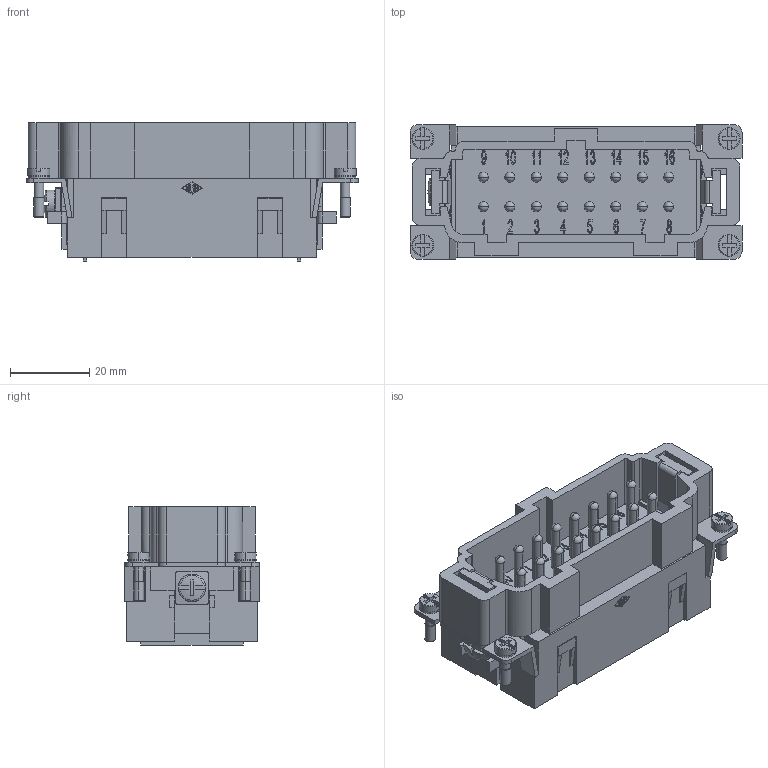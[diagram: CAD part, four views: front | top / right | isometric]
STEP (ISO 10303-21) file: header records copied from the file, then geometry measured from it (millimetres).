
FILE_DESCRIPTION(('Creo Elements/Direct Modeling STEP Export'),'2;1');
FILE_NAME('JSEM 16.stp','2014-08-01T10:38:41',(''),(''),'Creo Elements/Direct Modeling STEP processor for AP214 (Solid Model)','Creo Elements/Direct Modeling 18.0B 02-Dec-2011 (C) Parametric Technology GmbH','');
FILE_SCHEMA(('AUTOMOTIVE_DESIGN { 1 0 10303 214 1 1 1 1 }'));
Length unit declared in the file: millimetre
Products named in the file (2): CSEM_Kontakteinsätze_mit_Käfigzugfederanschluss; JSEM_16.stp
Assembly tree (1 placements, depth 2):
  JSEM_16.stp
    CSEM_Kontakteinsätze_mit_Käfigzugfederanschluss
Bounding box: 84 x 34 x 35 mm (x, y, z)
Volume: 47983.5 mm3; surface area: 24909.9 mm2
Topology: 1 solids, 1 shells, 1487 faces, 4023 edges, 2630 vertices
Faces by surface type: plane 905, bspline 308, cylinder 194, sphere 34, cone 32, torus 14
Entity records: 47830 total; most frequent: CARTESIAN_POINT 12968, ORIENTED_EDGE 7950, DIRECTION 5859, EDGE_CURVE 3975, VECTOR 2777, LINE 2777, VERTEX_POINT 2630, EDGE_LOOP 1647
